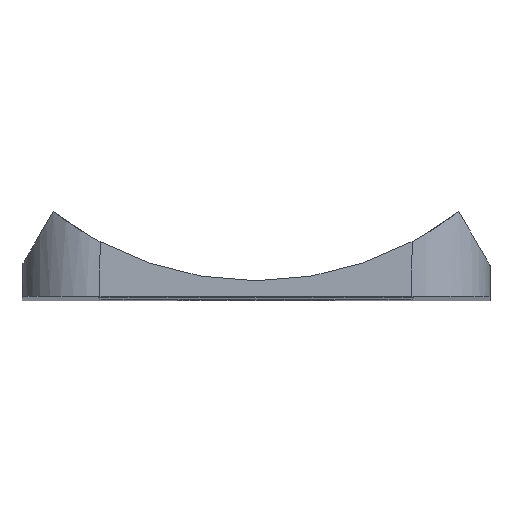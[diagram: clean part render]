
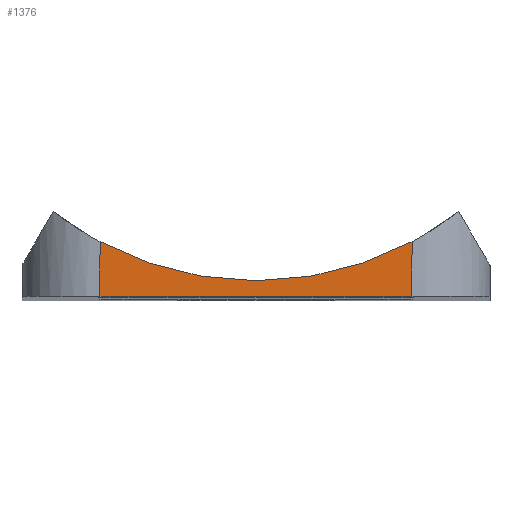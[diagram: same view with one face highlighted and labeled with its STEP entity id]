
A CAD part, top view. The second image highlights one B-rep face of the part: STEP entity #1376.
In plain terms, the highlighted planar face has unit normal (0, 0, 1).
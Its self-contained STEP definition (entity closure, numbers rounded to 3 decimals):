
#515 = ORIENTED_EDGE ( 'NONE', *, *, #6091, .T. ) ;
#569 = CARTESIAN_POINT ( 'NONE',  ( 10., 2., 80. ) ) ;
#655 = EDGE_LOOP ( 'NONE', ( #2710, #13791, #515, #680 ) ) ;
#667 = CARTESIAN_POINT ( 'NONE',  ( -10., 0., 80. ) ) ;
#680 = ORIENTED_EDGE ( 'NONE', *, *, #6016, .T. ) ;
#1376 = ADVANCED_FACE ( 'NONE', ( #8744 ), #9857, .T. ) ;
#1471 = AXIS2_PLACEMENT_3D ( 'NONE', #6294, #2910, #12926 ) ;
#2110 = VERTEX_POINT ( 'NONE', #11408 ) ;
#2111 = DIRECTION ( 'NONE',  ( 1., 0., 0. ) ) ;
#2206 = CARTESIAN_POINT ( 'NONE',  ( 10., 3.507, 80. ) ) ;
#2710 = ORIENTED_EDGE ( 'NONE', *, *, #7950, .T. ) ;
#2806 = CARTESIAN_POINT ( 'NONE',  ( 10., 0., 80. ) ) ;
#2846 = DIRECTION ( 'NONE',  ( 0., 1., 0. ) ) ;
#2910 = DIRECTION ( 'NONE',  ( 0., 0., -1. ) ) ;
#2933 = CIRCLE ( 'NONE', #1471, 21.2 ) ;
#3258 = CARTESIAN_POINT ( 'NONE',  ( 0., 22.2, 80. ) ) ;
#5796 = LINE ( 'NONE', #13796, #12498 ) ;
#6016 = EDGE_CURVE ( 'NONE', #2110, #7871, #12714, .T. ) ;
#6091 = EDGE_CURVE ( 'NONE', #11370, #2110, #2933, .T. ) ;
#6093 = DIRECTION ( 'NONE',  ( 1., 0., 0. ) ) ;
#6181 = VECTOR ( 'NONE', #9478, 1000. ) ;
#6294 = CARTESIAN_POINT ( 'NONE',  ( 0., 22.2, 80. ) ) ;
#7587 = VECTOR ( 'NONE', #2846, 1000. ) ;
#7871 = VERTEX_POINT ( 'NONE', #667 ) ;
#7950 = EDGE_CURVE ( 'NONE', #7871, #11194, #5796, .T. ) ;
#8744 = FACE_OUTER_BOUND ( 'NONE', #655, .T. ) ;
#9478 = DIRECTION ( 'NONE',  ( 0., -1., 0. ) ) ;
#9619 = CARTESIAN_POINT ( 'NONE',  ( -10., 0., 80. ) ) ;
#9798 = LINE ( 'NONE', #569, #7587 ) ;
#9857 = PLANE ( 'NONE',  #13373 ) ;
#11131 = EDGE_CURVE ( 'NONE', #11194, #11370, #9798, .T. ) ;
#11194 = VERTEX_POINT ( 'NONE', #2806 ) ;
#11370 = VERTEX_POINT ( 'NONE', #2206 ) ;
#11408 = CARTESIAN_POINT ( 'NONE',  ( -10., 3.507, 80. ) ) ;
#11932 = DIRECTION ( 'NONE',  ( 0., 0., 1. ) ) ;
#12498 = VECTOR ( 'NONE', #6093, 1000. ) ;
#12714 = LINE ( 'NONE', #9619, #6181 ) ;
#12926 = DIRECTION ( 'NONE',  ( 1., 0., 0. ) ) ;
#13373 = AXIS2_PLACEMENT_3D ( 'NONE', #3258, #11932, #2111 ) ;
#13791 = ORIENTED_EDGE ( 'NONE', *, *, #11131, .T. ) ;
#13796 = CARTESIAN_POINT ( 'NONE',  ( -15., 0., 80. ) ) ;
